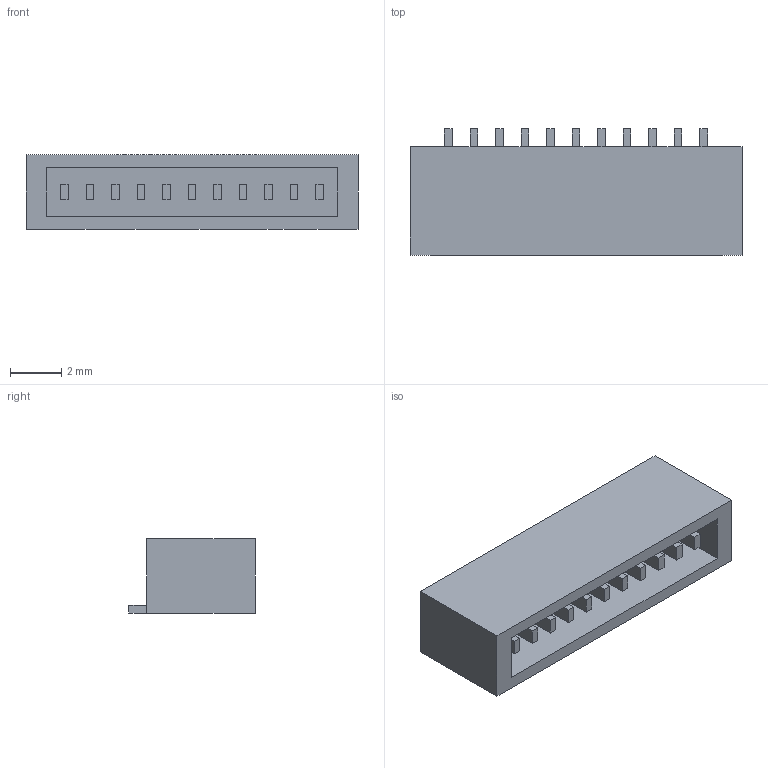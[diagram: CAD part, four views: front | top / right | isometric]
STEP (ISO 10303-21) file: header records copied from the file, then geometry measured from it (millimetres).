
FILE_DESCRIPTION (( 'STEP AP214' ), '1' );
FILE_NAME ('SM11B-SRSS-TB.STEP', '2020-02-19T12:46:31', ( '' ), ( '' ), 'SwSTEP 2.0', 'SolidWorks 2020', '' );
FILE_SCHEMA (( 'AUTOMOTIVE_DESIGN' ));
Length unit declared in the file: millimetre
Products named in the file (1): SM11B-SRSS-TB
Bounding box: 13 x 4.95 x 2.9 mm (x, y, z)
Volume: 103.1 mm3; surface area: 346.4 mm2
Topology: 1 solids, 1 shells, 110 faces, 288 edges, 192 vertices
Faces by surface type: plane 110
Entity records: 4556 total; most frequent: CARTESIAN_POINT 591, ORIENTED_EDGE 576, DIRECTION 510, LINE 288, VECTOR 288, EDGE_CURVE 288, VERTEX_POINT 192, EDGE_LOOP 122
